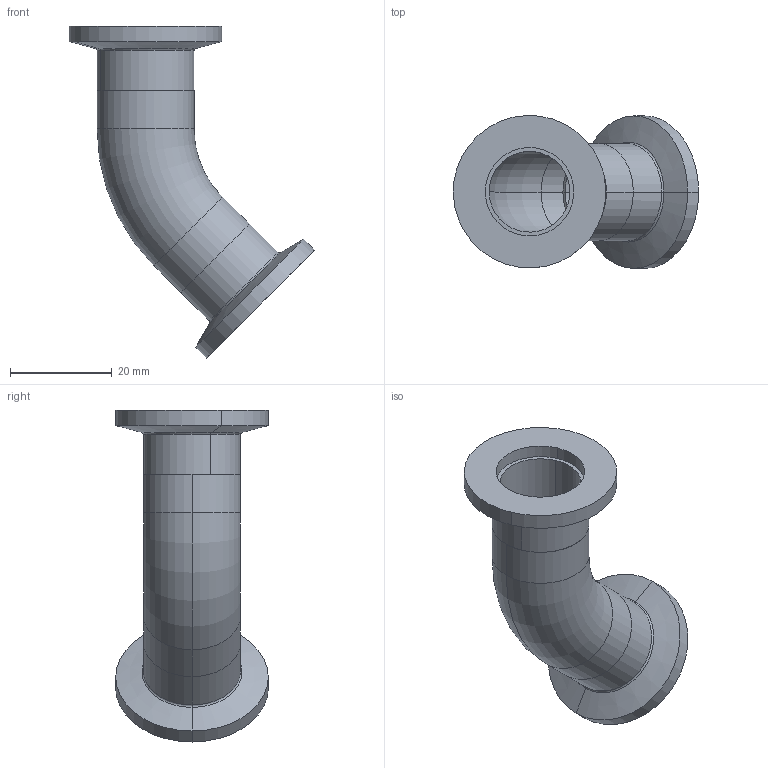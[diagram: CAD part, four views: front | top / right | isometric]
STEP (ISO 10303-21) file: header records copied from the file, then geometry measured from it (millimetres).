
FILE_DESCRIPTION (( 'STEP AP214' ), '1' );
FILE_NAME ('723014.STEP', '2024-01-07T06:26:28', ( '' ), ( '' ), 'SwSTEP 2.0', 'SolidWorks 2022', '' );
FILE_SCHEMA (( 'AUTOMOTIVE_DESIGN' ));
Length unit declared in the file: inch
Products named in the file (3): 713001; 723014; 042201
Assembly tree (3 placements, depth 2):
  723014
    042201
    713001  x2
Bounding box: 48.2 x 29.97 x 65.23 mm (x, y, z)
Volume: 7131.1 mm3; surface area: 9571 mm2
Topology: 3 solids, 3 shells, 54 faces, 108 edges, 64 vertices
Faces by surface type: cylinder 28, torus 12, plane 10, cone 4
Entity records: 1032 total; most frequent: DIRECTION 196, CARTESIAN_POINT 148, ORIENTED_EDGE 136, AXIS2_PLACEMENT_3D 88, EDGE_CURVE 68, CIRCLE 48, EDGE_LOOP 40, VERTEX_POINT 40
